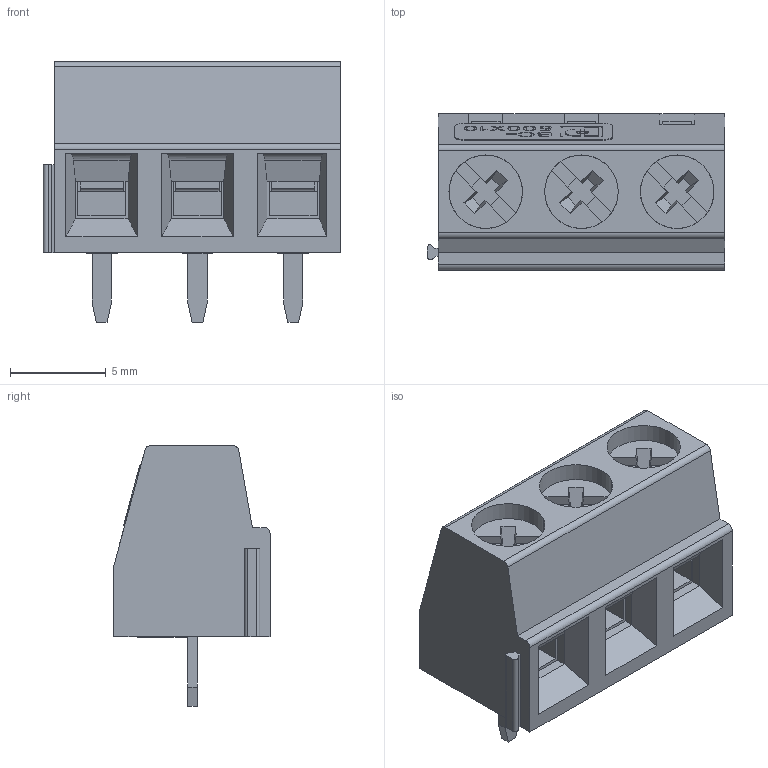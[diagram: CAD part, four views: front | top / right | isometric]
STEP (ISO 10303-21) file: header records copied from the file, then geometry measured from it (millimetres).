
FILE_DESCRIPTION(('Creo Elements/Direct Modeling STEP Export'),'2;1');
FILE_NAME('model.stp','2020-10-30T 0:26:11',(''),(''),'Creo Elements/Direct Modeling STEP processor for AP214 (Solid Model)','Creo Elements/Direct Modeling 20.1A 29-Sep-2018 (C) Parametric Technology GmbH','');
FILE_SCHEMA(('AUTOMOTIVE_DESIGN { 1 0 10303 214 1 1 1 1 }'));
Length unit declared in the file: millimetre
Products named in the file (5): BC_508X10_SPP.2; KK_MKDSN_1_5_5_00.1; BC_500X10_3_housing; AC_MKDSN_1_5_H1L; BC_500X10-3_GN
Assembly tree (10 placements, depth 2):
  BC_500X10-3_GN
    BC_508X10_SPP.2  x3
    KK_MKDSN_1_5_5_00.1  x3
    AC_MKDSN_1_5_H1L  x3
    BC_500X10_3_housing
Bounding box: 15.52 x 8.15 x 13.6 mm (x, y, z)
Volume: 754.1 mm3; surface area: 2039 mm2
Topology: 10 solids, 10 shells, 815 faces, 2285 edges, 1508 vertices
Faces by surface type: plane 735, cylinder 80
Entity records: 25632 total; most frequent: ORIENTED_EDGE 3670, CARTESIAN_POINT 3641, DIRECTION 3161, EDGE_CURVE 1835, VECTOR 1689, LINE 1689, VERTEX_POINT 1216, AXIS2_PLACEMENT_3D 736
